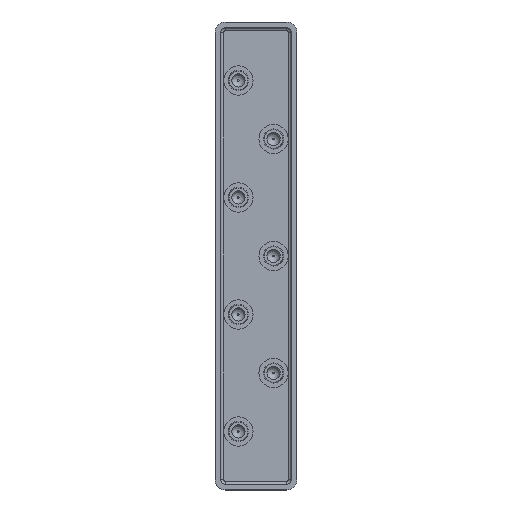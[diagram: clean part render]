
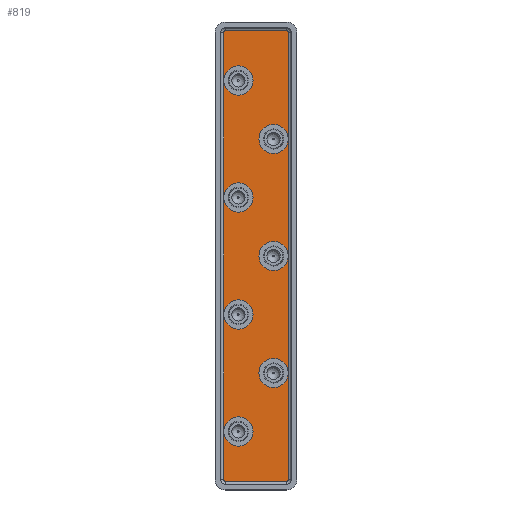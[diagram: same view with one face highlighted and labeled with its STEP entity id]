
A CAD part, top view. The second image highlights one B-rep face of the part: STEP entity #819.
In plain terms, the highlighted planar face has unit normal (0, 0, 1).
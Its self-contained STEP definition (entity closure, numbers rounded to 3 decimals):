
#73=CARTESIAN_POINT('',(-11.,76.5,-2.0));
#74=VERTEX_POINT('',#73);
#92=CARTESIAN_POINT('',(-11.,-76.5,-2.0));
#93=VERTEX_POINT('',#92);
#101=CARTESIAN_POINT('',(-11.,-60.0,-2.));
#102=VERTEX_POINT('',#101);
#103=CARTESIAN_POINT('',(-11.,-76.5,-2.0));
#104=DIRECTION('',(0.0,1.0,0.0));
#105=VECTOR('',#104,16.5);
#106=LINE('',#103,#105);
#107=EDGE_CURVE('',#93,#102,#106,.T.);
#109=CARTESIAN_POINT('',(-11.,-20.,-2.));
#110=VERTEX_POINT('',#109);
#111=CARTESIAN_POINT('',(-11.,-60.0,-2.0));
#112=DIRECTION('',(0.0,1.0,0.0));
#113=VECTOR('',#112,40.);
#114=LINE('',#111,#113);
#115=EDGE_CURVE('',#102,#110,#114,.T.);
#117=CARTESIAN_POINT('',(-11.,20.,-2.));
#118=VERTEX_POINT('',#117);
#119=CARTESIAN_POINT('',(-11.,-20.,-2.0));
#120=DIRECTION('',(0.0,1.0,0.0));
#121=VECTOR('',#120,40.);
#122=LINE('',#119,#121);
#123=EDGE_CURVE('',#110,#118,#122,.T.);
#125=CARTESIAN_POINT('',(-11.,60.0,-2.));
#126=VERTEX_POINT('',#125);
#127=CARTESIAN_POINT('',(-11.,20.,-2.0));
#128=DIRECTION('',(0.0,1.0,0.0));
#129=VECTOR('',#128,40.);
#130=LINE('',#127,#129);
#131=EDGE_CURVE('',#118,#126,#130,.T.);
#133=CARTESIAN_POINT('',(-11.,60.0,-2.0));
#134=DIRECTION('',(0.0,1.0,0.0));
#135=VECTOR('',#134,16.5);
#136=LINE('',#133,#135);
#137=EDGE_CURVE('',#126,#74,#136,.T.);
#195=CARTESIAN_POINT('',(-10.5,77.,-2.0));
#196=VERTEX_POINT('',#195);
#214=CARTESIAN_POINT('',(-10.5,76.5,-2.0));
#215=DIRECTION('',(0.0,0.0,-1.0));
#216=DIRECTION('',(-0.707,0.707,0.0));
#217=AXIS2_PLACEMENT_3D('',#214,#215,#216);
#218=CIRCLE('',#217,0.5);
#219=EDGE_CURVE('',#74,#196,#218,.T.);
#279=CARTESIAN_POINT('',(-10.5,-77.0,-2.0));
#280=VERTEX_POINT('',#279);
#288=CARTESIAN_POINT('',(-10.5,-76.5,-2.0));
#289=DIRECTION('',(0.0,0.0,-1.0));
#290=DIRECTION('',(-0.707,-0.707,0.0));
#291=AXIS2_PLACEMENT_3D('',#288,#289,#290);
#292=CIRCLE('',#291,0.5);
#293=EDGE_CURVE('',#280,#93,#292,.T.);
#311=CARTESIAN_POINT('',(10.5,77.,-2.0));
#312=VERTEX_POINT('',#311);
#329=CARTESIAN_POINT('',(-10.5,77.,-2.0));
#330=DIRECTION('',(1.0,0.0,0.0));
#331=VECTOR('',#330,21.);
#332=LINE('',#329,#331);
#333=EDGE_CURVE('',#196,#312,#332,.T.);
#345=CARTESIAN_POINT('',(10.5,-77.,-2.0));
#346=VERTEX_POINT('',#345);
#354=CARTESIAN_POINT('',(10.5,-77.,-2.0));
#355=DIRECTION('',(-1.0,0.0,0.0));
#356=VECTOR('',#355,21.);
#357=LINE('',#354,#356);
#358=EDGE_CURVE('',#346,#280,#357,.T.);
#423=CARTESIAN_POINT('',(11.,76.5,-2.0));
#424=VERTEX_POINT('',#423);
#442=CARTESIAN_POINT('',(10.5,76.5,-2.0));
#443=DIRECTION('',(0.0,0.0,-1.0));
#444=DIRECTION('',(0.707,0.707,0.0));
#445=AXIS2_PLACEMENT_3D('',#442,#443,#444);
#446=CIRCLE('',#445,0.5);
#447=EDGE_CURVE('',#312,#424,#446,.T.);
#507=CARTESIAN_POINT('',(11.,-76.5,-2.0));
#508=VERTEX_POINT('',#507);
#516=CARTESIAN_POINT('',(10.5,-76.5,-2.0));
#517=DIRECTION('',(0.0,0.0,-1.0));
#518=DIRECTION('',(0.707,-0.707,0.0));
#519=AXIS2_PLACEMENT_3D('',#516,#517,#518);
#520=CIRCLE('',#519,0.5);
#521=EDGE_CURVE('',#508,#346,#520,.T.);
#540=CARTESIAN_POINT('',(11.,40.0,-2.0));
#541=VERTEX_POINT('',#540);
#542=CARTESIAN_POINT('',(11.,76.5,-2.0));
#543=DIRECTION('',(0.0,-1.0,0.0));
#544=VECTOR('',#543,36.5);
#545=LINE('',#542,#544);
#546=EDGE_CURVE('',#424,#541,#545,.T.);
#548=CARTESIAN_POINT('',(11.,0.,-2.0));
#549=VERTEX_POINT('',#548);
#550=CARTESIAN_POINT('',(11.,40.0,-2.0));
#551=DIRECTION('',(0.0,-1.0,0.0));
#552=VECTOR('',#551,40.0);
#553=LINE('',#550,#552);
#554=EDGE_CURVE('',#541,#549,#553,.T.);
#556=CARTESIAN_POINT('',(11.,-40.0,-2.0));
#557=VERTEX_POINT('',#556);
#558=CARTESIAN_POINT('',(11.,0.0,-2.0));
#559=DIRECTION('',(0.0,-1.0,0.0));
#560=VECTOR('',#559,40.0);
#561=LINE('',#558,#560);
#562=EDGE_CURVE('',#549,#557,#561,.T.);
#564=CARTESIAN_POINT('',(11.,-40.0,-2.0));
#565=DIRECTION('',(0.0,-1.0,0.0));
#566=VECTOR('',#565,36.5);
#567=LINE('',#564,#566);
#568=EDGE_CURVE('',#557,#508,#567,.T.);
#685=CARTESIAN_POINT('',(0.0,0.,-2.0));
#686=DIRECTION('',(0.0,0.0,1.0));
#687=DIRECTION('',(1.0,0.0,0.0));
#688=AXIS2_PLACEMENT_3D('',#685,#686,#687);
#689=PLANE('',#688);
#690=CARTESIAN_POINT('',(-6.,55.0,-2.0));
#691=VERTEX_POINT('',#690);
#692=CARTESIAN_POINT('',(-6.,60.0,-2.));
#693=DIRECTION('',(0.0,0.0,-1.0));
#694=DIRECTION('',(0.0,-1.0,0.0));
#695=AXIS2_PLACEMENT_3D('',#692,#693,#694);
#696=CIRCLE('',#695,5.);
#697=EDGE_CURVE('',#691,#126,#696,.T.);
#698=ORIENTED_EDGE('',*,*,#697,.T.);
#699=ORIENTED_EDGE('',*,*,#131,.F.);
#700=CARTESIAN_POINT('',(-6.,25.0,-2.0));
#701=VERTEX_POINT('',#700);
#702=CARTESIAN_POINT('',(-6.,20.,-2.));
#703=DIRECTION('',(0.0,0.0,-1.0));
#704=DIRECTION('',(0.0,1.0,0.0));
#705=AXIS2_PLACEMENT_3D('',#702,#703,#704);
#706=CIRCLE('',#705,5.);
#707=EDGE_CURVE('',#118,#701,#706,.T.);
#708=ORIENTED_EDGE('',*,*,#707,.T.);
#709=CARTESIAN_POINT('',(-6.,20.,-2.));
#710=DIRECTION('',(0.0,0.0,-1.0));
#711=DIRECTION('',(0.0,1.0,0.0));
#712=AXIS2_PLACEMENT_3D('',#709,#710,#711);
#713=CIRCLE('',#712,5.);
#714=EDGE_CURVE('',#701,#118,#713,.T.);
#715=ORIENTED_EDGE('',*,*,#714,.T.);
#716=ORIENTED_EDGE('',*,*,#123,.F.);
#717=CARTESIAN_POINT('',(-6.,-25.0,-2.0));
#718=VERTEX_POINT('',#717);
#719=CARTESIAN_POINT('',(-6.,-20.,-2.));
#720=DIRECTION('',(0.0,0.0,-1.0));
#721=DIRECTION('',(0.0,-1.0,0.0));
#722=AXIS2_PLACEMENT_3D('',#719,#720,#721);
#723=CIRCLE('',#722,5.);
#724=EDGE_CURVE('',#110,#718,#723,.T.);
#725=ORIENTED_EDGE('',*,*,#724,.T.);
#726=CARTESIAN_POINT('',(-6.,-20.,-2.));
#727=DIRECTION('',(0.0,0.0,-1.0));
#728=DIRECTION('',(0.0,-1.0,0.0));
#729=AXIS2_PLACEMENT_3D('',#726,#727,#728);
#730=CIRCLE('',#729,5.);
#731=EDGE_CURVE('',#718,#110,#730,.T.);
#732=ORIENTED_EDGE('',*,*,#731,.T.);
#733=ORIENTED_EDGE('',*,*,#115,.F.);
#734=CARTESIAN_POINT('',(-6.,-55.0,-2.0));
#735=VERTEX_POINT('',#734);
#736=CARTESIAN_POINT('',(-6.,-60.0,-2.));
#737=DIRECTION('',(0.0,0.0,-1.0));
#738=DIRECTION('',(0.0,1.0,0.0));
#739=AXIS2_PLACEMENT_3D('',#736,#737,#738);
#740=CIRCLE('',#739,5.);
#741=EDGE_CURVE('',#102,#735,#740,.T.);
#742=ORIENTED_EDGE('',*,*,#741,.T.);
#743=CARTESIAN_POINT('',(-6.,-60.0,-2.));
#744=DIRECTION('',(0.0,0.0,-1.0));
#745=DIRECTION('',(0.0,1.0,0.0));
#746=AXIS2_PLACEMENT_3D('',#743,#744,#745);
#747=CIRCLE('',#746,5.);
#748=EDGE_CURVE('',#735,#102,#747,.T.);
#749=ORIENTED_EDGE('',*,*,#748,.T.);
#750=ORIENTED_EDGE('',*,*,#107,.F.);
#751=ORIENTED_EDGE('',*,*,#293,.F.);
#752=ORIENTED_EDGE('',*,*,#358,.F.);
#753=ORIENTED_EDGE('',*,*,#521,.F.);
#754=ORIENTED_EDGE('',*,*,#568,.F.);
#755=CARTESIAN_POINT('',(6.,-45.0,-2.0));
#756=VERTEX_POINT('',#755);
#757=CARTESIAN_POINT('',(6.,-40.0,-2.0));
#758=DIRECTION('',(0.0,0.0,-1.0));
#759=DIRECTION('',(0.0,-1.0,0.0));
#760=AXIS2_PLACEMENT_3D('',#757,#758,#759);
#761=CIRCLE('',#760,5.0);
#762=EDGE_CURVE('',#557,#756,#761,.T.);
#763=ORIENTED_EDGE('',*,*,#762,.T.);
#764=CARTESIAN_POINT('',(6.,-40.0,-2.0));
#765=DIRECTION('',(0.0,0.0,-1.0));
#766=DIRECTION('',(0.0,-1.0,0.0));
#767=AXIS2_PLACEMENT_3D('',#764,#765,#766);
#768=CIRCLE('',#767,5.0);
#769=EDGE_CURVE('',#756,#557,#768,.T.);
#770=ORIENTED_EDGE('',*,*,#769,.T.);
#771=ORIENTED_EDGE('',*,*,#562,.F.);
#772=CARTESIAN_POINT('',(6.,-5.,-2.));
#773=VERTEX_POINT('',#772);
#774=CARTESIAN_POINT('',(6.,0.,-2.0));
#775=DIRECTION('',(0.0,0.0,-1.0));
#776=DIRECTION('',(0.0,-1.0,0.0));
#777=AXIS2_PLACEMENT_3D('',#774,#775,#776);
#778=CIRCLE('',#777,5.);
#779=EDGE_CURVE('',#549,#773,#778,.T.);
#780=ORIENTED_EDGE('',*,*,#779,.T.);
#781=CARTESIAN_POINT('',(6.,0.,-2.0));
#782=DIRECTION('',(0.0,0.0,-1.0));
#783=DIRECTION('',(0.0,-1.0,0.0));
#784=AXIS2_PLACEMENT_3D('',#781,#782,#783);
#785=CIRCLE('',#784,5.);
#786=EDGE_CURVE('',#773,#549,#785,.T.);
#787=ORIENTED_EDGE('',*,*,#786,.T.);
#788=ORIENTED_EDGE('',*,*,#554,.F.);
#789=CARTESIAN_POINT('',(6.,45.0,-2.0));
#790=VERTEX_POINT('',#789);
#791=CARTESIAN_POINT('',(6.,40.0,-2.0));
#792=DIRECTION('',(0.0,0.0,-1.0));
#793=DIRECTION('',(0.0,1.0,0.0));
#794=AXIS2_PLACEMENT_3D('',#791,#792,#793);
#795=CIRCLE('',#794,5.0);
#796=EDGE_CURVE('',#541,#790,#795,.T.);
#797=ORIENTED_EDGE('',*,*,#796,.T.);
#798=CARTESIAN_POINT('',(6.,40.0,-2.0));
#799=DIRECTION('',(0.0,0.0,-1.0));
#800=DIRECTION('',(0.0,1.0,0.0));
#801=AXIS2_PLACEMENT_3D('',#798,#799,#800);
#802=CIRCLE('',#801,5.0);
#803=EDGE_CURVE('',#790,#541,#802,.T.);
#804=ORIENTED_EDGE('',*,*,#803,.T.);
#805=ORIENTED_EDGE('',*,*,#546,.F.);
#806=ORIENTED_EDGE('',*,*,#447,.F.);
#807=ORIENTED_EDGE('',*,*,#333,.F.);
#808=ORIENTED_EDGE('',*,*,#219,.F.);
#809=ORIENTED_EDGE('',*,*,#137,.F.);
#810=CARTESIAN_POINT('',(-6.,60.0,-2.));
#811=DIRECTION('',(0.0,0.0,-1.0));
#812=DIRECTION('',(0.0,-1.0,0.0));
#813=AXIS2_PLACEMENT_3D('',#810,#811,#812);
#814=CIRCLE('',#813,5.);
#815=EDGE_CURVE('',#126,#691,#814,.T.);
#816=ORIENTED_EDGE('',*,*,#815,.T.);
#817=EDGE_LOOP('',(#698,#699,#708,#715,#716,#725,#732,#733,#742,#749,#750,#751,#752,#753,#754,#763,#770,#771,#780,#787,#788,#797,#804,#805,#806,#807,#808,#809,#816));
#818=FACE_OUTER_BOUND('',#817,.T.);
#819=ADVANCED_FACE('',(#818),#689,.T.);
